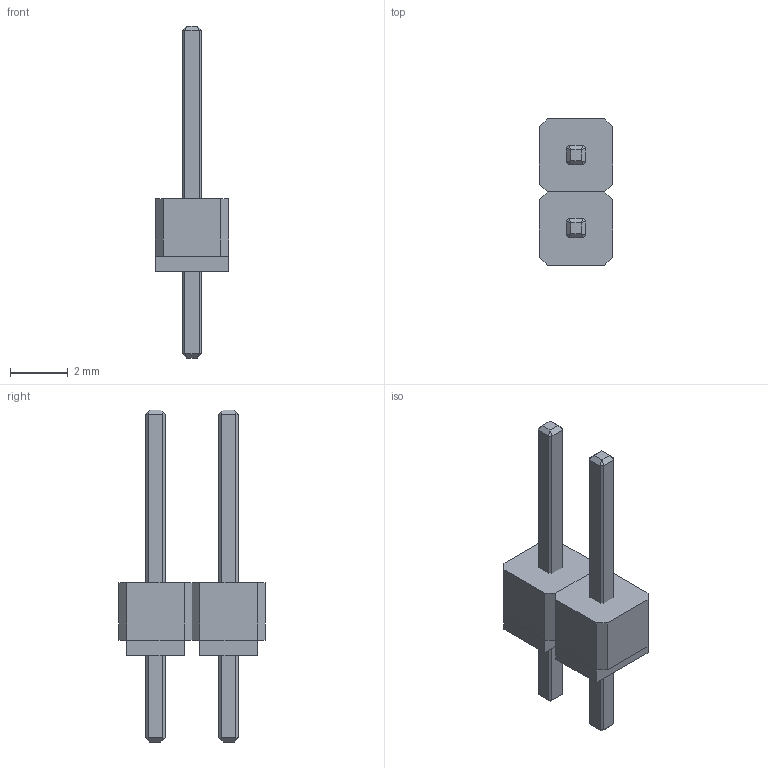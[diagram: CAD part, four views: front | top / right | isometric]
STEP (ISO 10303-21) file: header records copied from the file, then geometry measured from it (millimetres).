
FILE_DESCRIPTION(('FreeCAD Model'),'2;1');
FILE_NAME( 'THT-2.54-1x02-MA.step', '2021-04-27T21:49:25',('Author'),(''), 'Open CASCADE STEP processor 7.3','FreeCAD','Unknown');
FILE_SCHEMA(('AUTOMOTIVE_DESIGN { 1 0 10303 214 1 1 1 1 }'));
Length unit declared in the file: millimetre
Products named in the file (1): header
Bounding box: 2.54 x 5.08 x 11.54 mm (x, y, z)
Volume: 40.9 mm3; surface area: 131.9 mm2
Topology: 4 solids, 4 shells, 84 faces, 180 edges, 104 vertices
Faces by surface type: plane 84
Entity records: 5095 total; most frequent: CARTESIAN_POINT 729, DIRECTION 710, LINE 540, VECTOR 540, ORIENTED_EDGE 360, PCURVE 360, DEFINITIONAL_REPRESENTATION 360, EDGE_CURVE 180
